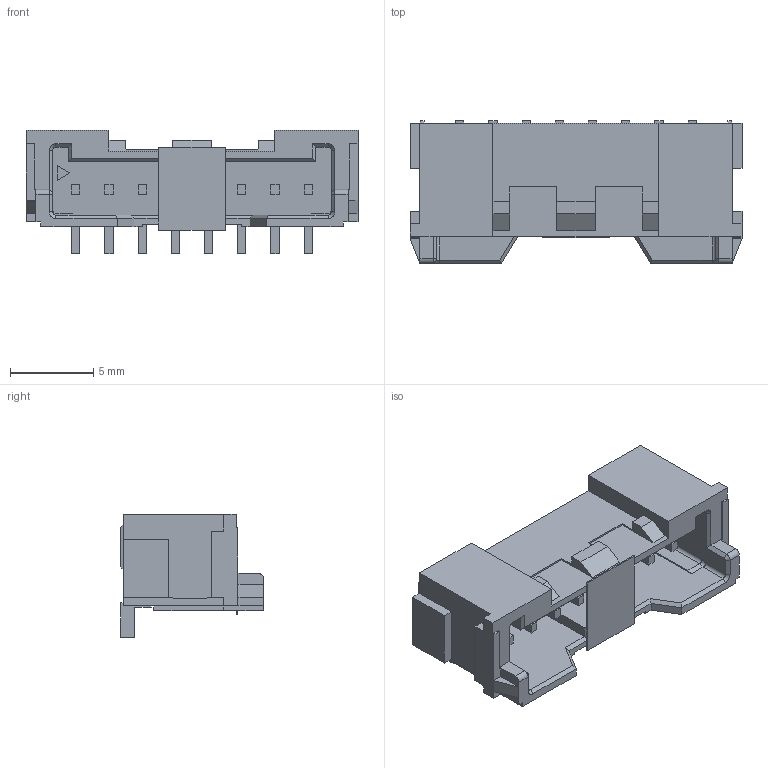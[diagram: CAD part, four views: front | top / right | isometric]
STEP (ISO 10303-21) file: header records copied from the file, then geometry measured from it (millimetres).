
FILE_DESCRIPTION(('STEP AP242'),'1');
FILE_NAME('5055750881.stp','2024-12-11T23:08:21',('TraceParts'),('TraceParts S.A.'),'Spatial InterOp 3D',' ',' ');
FILE_SCHEMA(('AP242_MANAGED_MODEL_BASED_3D_ENGINEERING_MIM_LF {1 0 10303 442 1 1 4}'));
Length unit declared in the file: millimetre
Products named in the file (1): 5055750881_1
Bounding box: 20 x 8.6 x 7.41 mm (x, y, z)
Volume: 474.6 mm3; surface area: 960.1 mm2
Topology: 2 solids, 2 shells, 280 faces, 753 edges, 488 vertices
Faces by surface type: plane 264, cylinder 10, cone 6
Entity records: 8581 total; most frequent: CARTESIAN_POINT 1523, ORIENTED_EDGE 1506, DIRECTION 1339, EDGE_CURVE 753, LINE 731, VECTOR 731, VERTEX_POINT 488, AXIS2_PLACEMENT_3D 304
